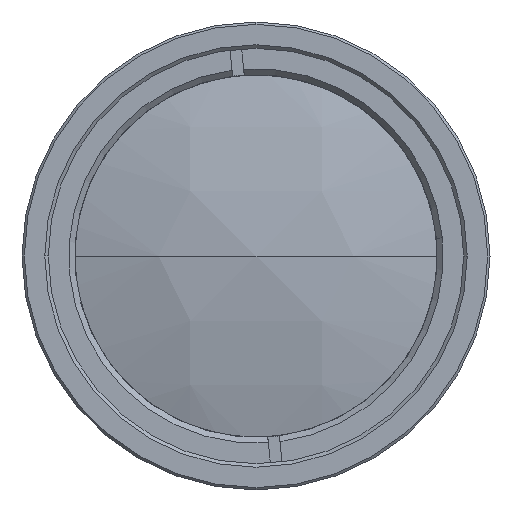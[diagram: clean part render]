
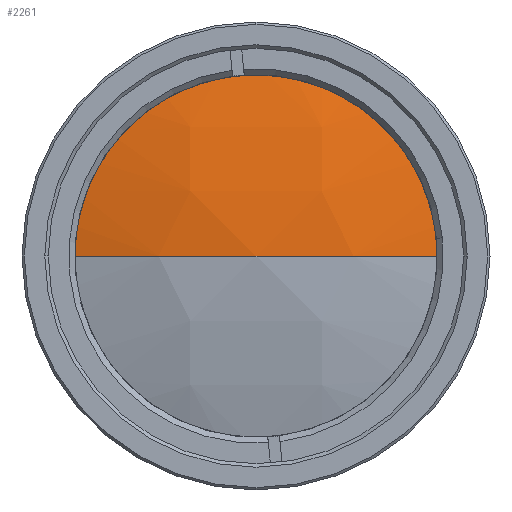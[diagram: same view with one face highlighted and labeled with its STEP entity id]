
A CAD part, left-side view. The second image highlights one B-rep face of the part: STEP entity #2261.
In plain terms, the highlighted free-form (B-spline) face has degree [3, 3] with [4, 4] control points.
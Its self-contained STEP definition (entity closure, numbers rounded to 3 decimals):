
#15 = CIRCLE ( 'NONE', #7261, 16.5 ) ;
#202 = CIRCLE ( 'NONE', #1761, 56.25 ) ;
#255 = CARTESIAN_POINT ( 'NONE',  ( 7.534, 16.692, 5.383 ) ) ;
#326 = ORIENTED_EDGE ( 'NONE', *, *, #5301, .T. ) ;
#399 = CARTESIAN_POINT ( 'NONE',  ( 61.251, 0., 0. ) ) ;
#801 = CARTESIAN_POINT ( 'NONE',  ( 4.13, -5.736, 5.724 ) ) ;
#1189 = CARTESIAN_POINT ( 'NONE',  ( 7.475, 0., 16.5 ) ) ;
#1211 = CARTESIAN_POINT ( 'NONE',  ( 7.475, 0., 0. ) ) ;
#1240 = FACE_OUTER_BOUND ( 'NONE', #3029, .T. ) ;
#1455 = CARTESIAN_POINT ( 'NONE',  ( 4.984, -5.736, 11.384 ) ) ;
#1501 = CARTESIAN_POINT ( 'NONE',  ( 7.534, -16.692, 0. ) ) ;
#1544 = CARTESIAN_POINT ( 'NONE',  ( 4.13, -5.736, 0. ) ) ;
#1761 = AXIS2_PLACEMENT_3D ( 'NONE', #399, #7160, #5674 ) ;
#1983 = DIRECTION ( 'NONE',  ( -1., 0., 0. ) ) ;
#2163 = CARTESIAN_POINT ( 'NONE',  ( 7.534, 16.692, 0. ) ) ;
#2252 = CARTESIAN_POINT ( 'NONE',  ( 4.13, 5.736, 5.724 ) ) ;
#2261 = ADVANCED_FACE ( 'NONE', ( #1240 ), #7634, .T. ) ;
#2404 = ORIENTED_EDGE ( 'NONE', *, *, #5937, .T. ) ;
#2774 = CARTESIAN_POINT ( 'NONE',  ( 6.673, -5.736, 16.853 ) ) ;
#2951 = CARTESIAN_POINT ( 'NONE',  ( 7.534, -16.692, 5.383 ) ) ;
#3029 = EDGE_LOOP ( 'NONE', ( #2404, #326, #3575 ) ) ;
#3281 = DIRECTION ( 'NONE',  ( -1., 0., 0. ) ) ;
#3493 = AXIS2_PLACEMENT_3D ( 'NONE', #8087, #1983, #7426 ) ;
#3575 = ORIENTED_EDGE ( 'NONE', *, *, #7733, .T. ) ;
#4011 = DIRECTION ( 'NONE',  ( 0., 0., -1. ) ) ;
#4304 = CARTESIAN_POINT ( 'NONE',  ( 9.926, 16.692, 15.848 ) ) ;
#4342 = CIRCLE ( 'NONE', #3493, 16.5 ) ;
#4616 = CARTESIAN_POINT ( 'NONE',  ( 7.475, 16.5, 0. ) ) ;
#4892 = CARTESIAN_POINT ( 'NONE',  ( 9.926, -16.692, 15.848 ) ) ;
#5016 = CARTESIAN_POINT ( 'NONE',  ( 8.337, 16.692, 10.705 ) ) ;
#5301 = EDGE_CURVE ( 'NONE', #5352, #6417, #202, .T. ) ;
#5352 = VERTEX_POINT ( 'NONE', #4616 ) ;
#5459 = VERTEX_POINT ( 'NONE', #1189 ) ;
#5588 = CARTESIAN_POINT ( 'NONE',  ( 4.984, 5.736, 11.384 ) ) ;
#5674 = DIRECTION ( 'NONE',  ( 0., 1., 0. ) ) ;
#5937 = EDGE_CURVE ( 'NONE', #5459, #5352, #4342, .T. ) ;
#6417 = VERTEX_POINT ( 'NONE', #6660 ) ;
#6660 = CARTESIAN_POINT ( 'NONE',  ( 7.475, -16.5, 0. ) ) ;
#7160 = DIRECTION ( 'NONE',  ( 0., 0., 1. ) ) ;
#7261 = AXIS2_PLACEMENT_3D ( 'NONE', #1211, #3281, #4011 ) ;
#7426 = DIRECTION ( 'NONE',  ( 0., 0., -1. ) ) ;
#7558 = CARTESIAN_POINT ( 'NONE',  ( 8.337, -16.692, 10.705 ) ) ;
#7606 = CARTESIAN_POINT ( 'NONE',  ( 4.13, 5.736, 0. ) ) ;
#7634 =( BOUNDED_SURFACE ( )  B_SPLINE_SURFACE ( 3, 3, ( 
 ( #2163, #255, #5016, #4304 ),
 ( #7606, #2252, #5588, #7650 ),
 ( #1544, #801, #1455, #2774 ),
 ( #1501, #2951, #7558, #4892 ) ),
 .UNSPECIFIED., .F., .F., .T. ) 
 B_SPLINE_SURFACE_WITH_KNOTS ( ( 4, 4 ),
 ( 4, 4 ),
 ( 0., 1. ),
 ( 0., 1. ),
 .UNSPECIFIED. ) 
 GEOMETRIC_REPRESENTATION_ITEM ( )  RATIONAL_B_SPLINE_SURFACE ( (
 ( 1., 0.993, 0.993, 1.),
 ( 0.97, 0.963, 0.963, 0.97),
 ( 0.97, 0.963, 0.963, 0.97),
 ( 1., 0.993, 0.993, 1.) ) ) 
 REPRESENTATION_ITEM ( '' )  SURFACE ( )  );
#7650 = CARTESIAN_POINT ( 'NONE',  ( 6.673, 5.736, 16.853 ) ) ;
#7733 = EDGE_CURVE ( 'NONE', #6417, #5459, #15, .T. ) ;
#8087 = CARTESIAN_POINT ( 'NONE',  ( 7.475, 0., 0. ) ) ;
